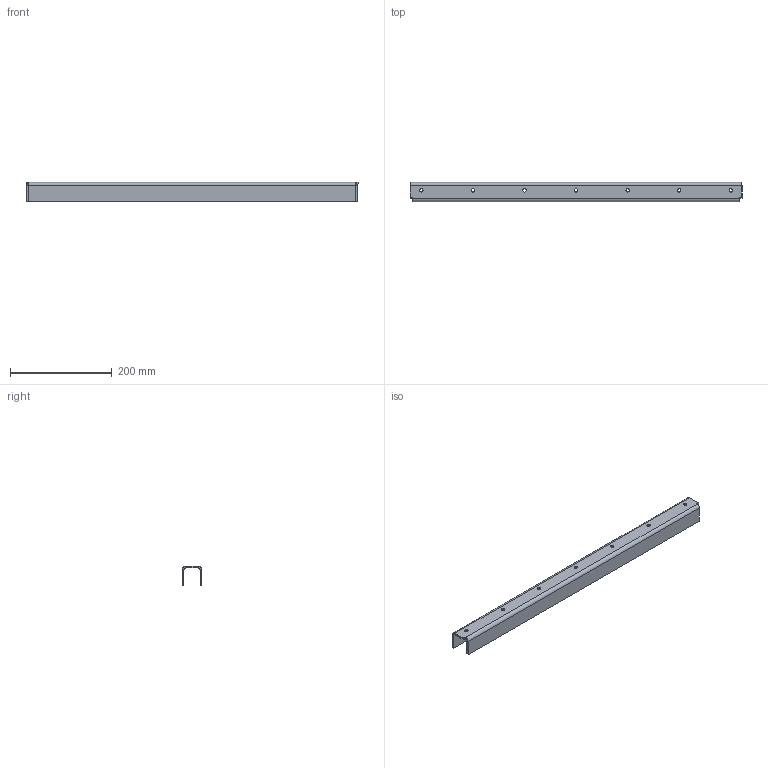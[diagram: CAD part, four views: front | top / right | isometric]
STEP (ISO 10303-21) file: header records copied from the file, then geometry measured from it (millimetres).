
FILE_DESCRIPTION(/* description */ (''),/* implementation_level */ '2;1');
FILE_NAME(/* name */ 'GE-18006-01.ipt.stp',/* time_stamp */ '2018-01-01T11:15:40-08:00',/* author */ ('PhillipD'),/* organization */ (''),/* preprocessor_version */ 'ST-DEVELOPER v16.13',/* originating_system */ 'Autodesk Inventor 2018',/* authorisation */ '');
FILE_SCHEMA (('AUTOMOTIVE_DESIGN { 1 0 10303 214 3 1 1 }'));
Length unit declared in the file: inch
Products named in the file (1): GE-18006-01
Bounding box: 654.05 x 38.1 x 38.1 mm (x, y, z)
Volume: 213683.4 mm3; surface area: 139907.7 mm2
Topology: 1 solids, 1 shells, 37 faces, 89 edges, 54 vertices
Faces by surface type: plane 26, cylinder 11
Full cylindrical faces by diameter (mm): 6.747 x7
Entity records: 1091 total; most frequent: DIRECTION 180, CARTESIAN_POINT 174, ORIENTED_EDGE 164, EDGE_CURVE 82, LINE 60, VECTOR 60, AXIS2_PLACEMENT_3D 60, EDGE_LOOP 58
